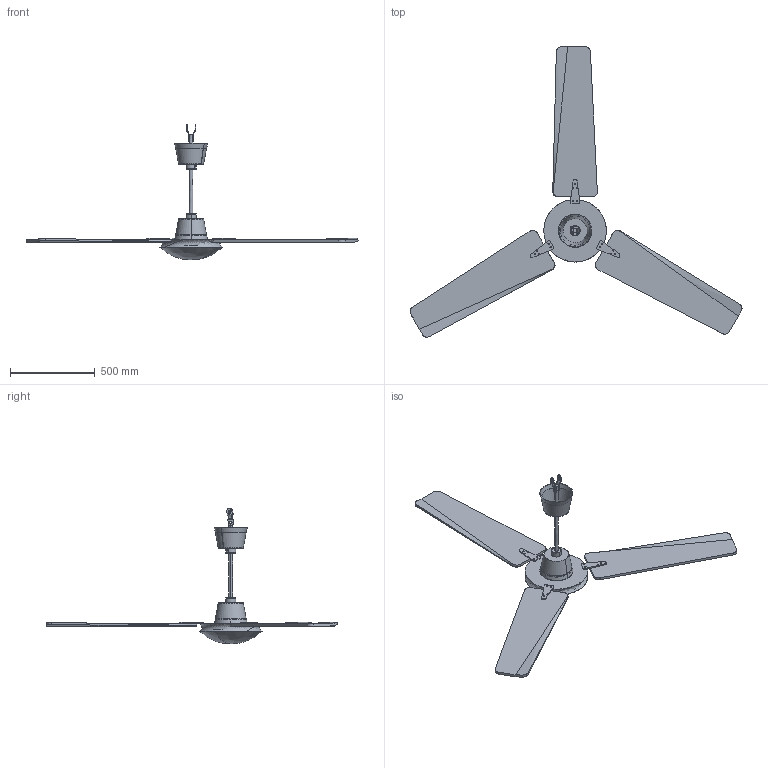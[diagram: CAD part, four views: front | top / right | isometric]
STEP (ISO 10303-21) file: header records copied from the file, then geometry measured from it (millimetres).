
FILE_DESCRIPTION(('FreeCAD Model'),'2;1');
FILE_NAME('Open CASCADE Shape Model','2025-04-26T09:11:16',('FreeCAD'),( 'FreeCAD'),'Open CASCADE STEP processor 7.6','FreeCAD','Unknown');
FILE_SCHEMA(('AUTOMOTIVE_DESIGN { 1 0 10303 214 1 1 1 1 }'));
Length unit declared in the file: millimetre
Products named in the file (1): Open CASCADE STEP translator 7.6 1
Bounding box: 1955.8 x 1710.73 x 796.59 mm (x, y, z)
Volume: 17299109.9 mm3; surface area: 2319125.9 mm2
Topology: 15 solids, 15 shells, 315 faces, 806 edges, 527 vertices
Faces by surface type: bspline 315
Entity records: 10916 total; most frequent: CARTESIAN_POINT 6211, ORIENTED_EDGE 1602, EDGE_CURVE 801, VERTEX_POINT 527, B_SPLINE_CURVE_WITH_KNOTS 468, FACE_BOUND 412, EDGE_LOOP 412, ADVANCED_FACE 315
